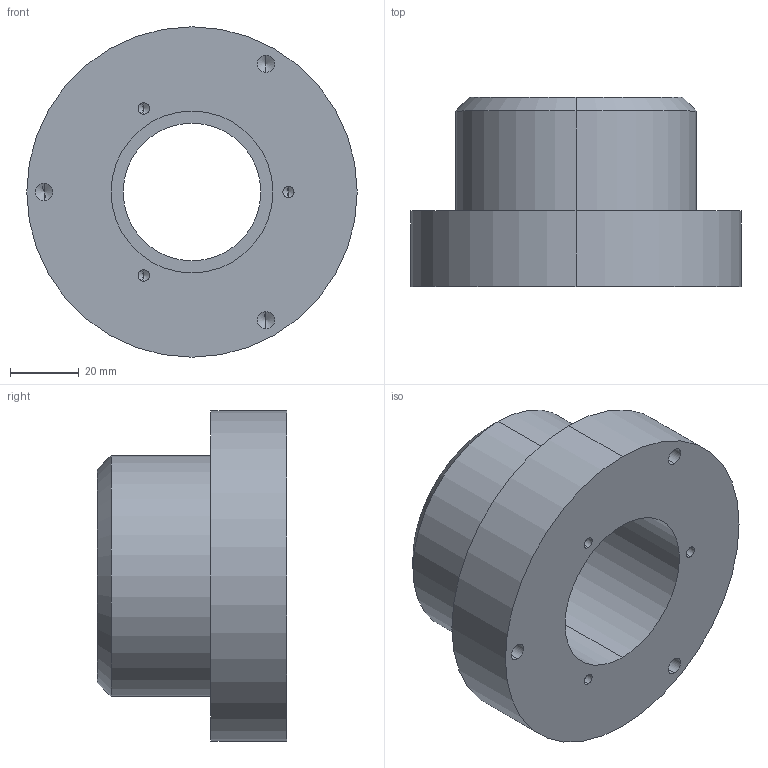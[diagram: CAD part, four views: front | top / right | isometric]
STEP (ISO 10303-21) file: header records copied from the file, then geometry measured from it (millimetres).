
FILE_DESCRIPTION (( 'STEP AP203' ), '1' );
FILE_NAME ('Fourreau_200-604_Défaut_sldprt.STEP', '2017-12-12T20:32:12', ( '' ), ( '' ), 'SwSTEP 2.0', 'SolidWorks 2016', '' );
FILE_SCHEMA (( 'CONFIG_CONTROL_DESIGN' ));
Length unit declared in the file: millimetre
Products named in the file (1): Fourreau_200-604_Défaut_sldprt
Bounding box: 96 x 55 x 96 mm (x, y, z)
Volume: 187719.7 mm3; surface area: 35378.3 mm2
Topology: 1 solids, 1 shells, 50 faces, 118 edges, 63 vertices
Faces by surface type: cylinder 26, cone 20, plane 4
Entity records: 1391 total; most frequent: DIRECTION 256, CARTESIAN_POINT 214, ORIENTED_EDGE 200, AXIS2_PLACEMENT_3D 105, EDGE_CURVE 100, EDGE_LOOP 63, VERTEX_POINT 63, CIRCLE 54
